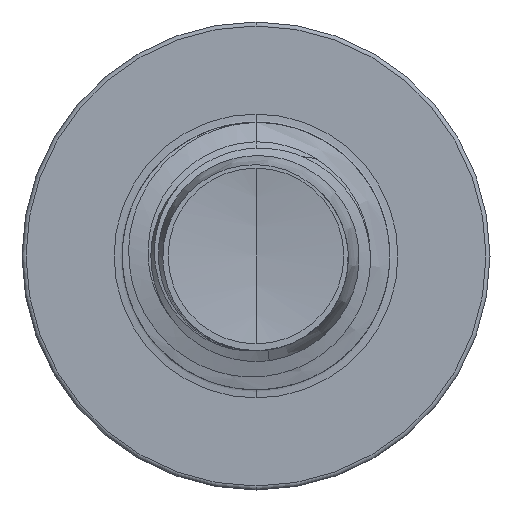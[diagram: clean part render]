
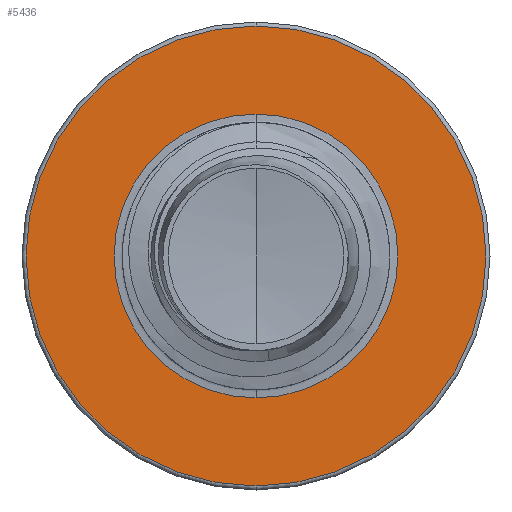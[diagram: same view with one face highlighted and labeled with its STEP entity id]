
A CAD part, front view. The second image highlights one B-rep face of the part: STEP entity #5436.
In plain terms, the highlighted planar face has unit normal (0, -1, 0).
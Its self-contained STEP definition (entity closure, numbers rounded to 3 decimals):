
#112 = DIRECTION ( 'NONE',  ( 0., 1., 0. ) ) ;
#1916 = CARTESIAN_POINT ( 'NONE',  ( 0., 30., -5.16 ) ) ;
#2067 = CARTESIAN_POINT ( 'NONE',  ( 0., 30., -3.186 ) ) ;
#4245 = CARTESIAN_POINT ( 'NONE',  ( 0., 30., 0. ) ) ;
#4440 = EDGE_CURVE ( 'NONE', #29645, #33622, #30124, .T. ) ;
#5289 = DIRECTION ( 'NONE',  ( 0., 1., 0. ) ) ;
#5436 = ADVANCED_FACE ( 'NONE', ( #27269, #34336 ), #32526, .F. ) ;
#5502 = VERTEX_POINT ( 'NONE', #29894 ) ;
#6792 = VERTEX_POINT ( 'NONE', #17980 ) ;
#7374 = DIRECTION ( 'NONE',  ( 0., 0., 1. ) ) ;
#7717 = CIRCLE ( 'NONE', #39317, 3.186 ) ;
#7933 = EDGE_LOOP ( 'NONE', ( #35349, #19231 ) ) ;
#12957 = CARTESIAN_POINT ( 'NONE',  ( 0., 30., 0. ) ) ;
#16012 = DIRECTION ( 'NONE',  ( 0., 0., 1. ) ) ;
#16506 = AXIS2_PLACEMENT_3D ( 'NONE', #2067, #35544, #17480 ) ;
#16901 = EDGE_CURVE ( 'NONE', #5502, #6792, #37092, .T. ) ;
#17480 = DIRECTION ( 'NONE',  ( 0., 0., 1. ) ) ;
#17980 = CARTESIAN_POINT ( 'NONE',  ( 0., 30., 3.186 ) ) ;
#18570 = CARTESIAN_POINT ( 'NONE',  ( 0., 30., 0. ) ) ;
#19231 = ORIENTED_EDGE ( 'NONE', *, *, #24261, .F. ) ;
#21603 = DIRECTION ( 'NONE',  ( 0., 0., 1. ) ) ;
#23316 = AXIS2_PLACEMENT_3D ( 'NONE', #18570, #112, #21603 ) ;
#23485 = CARTESIAN_POINT ( 'NONE',  ( 0., 30., 0. ) ) ;
#23900 = AXIS2_PLACEMENT_3D ( 'NONE', #23485, #5289, #26509 ) ;
#24261 = EDGE_CURVE ( 'NONE', #33622, #29645, #33290, .T. ) ;
#25512 = DIRECTION ( 'NONE',  ( 0., 1., 0. ) ) ;
#26509 = DIRECTION ( 'NONE',  ( 0., 0., 1. ) ) ;
#27026 = EDGE_CURVE ( 'NONE', #6792, #5502, #7717, .T. ) ;
#27269 = FACE_OUTER_BOUND ( 'NONE', #7933, .T. ) ;
#29645 = VERTEX_POINT ( 'NONE', #38903 ) ;
#29835 = EDGE_LOOP ( 'NONE', ( #36672, #35808 ) ) ;
#29894 = CARTESIAN_POINT ( 'NONE',  ( 0., 30., -3.186 ) ) ;
#30124 = CIRCLE ( 'NONE', #23316, 5.16 ) ;
#32526 = PLANE ( 'NONE',  #16506 ) ;
#33290 = CIRCLE ( 'NONE', #23900, 5.16 ) ;
#33622 = VERTEX_POINT ( 'NONE', #1916 ) ;
#34059 = DIRECTION ( 'NONE',  ( 0., 1., 0. ) ) ;
#34336 = FACE_BOUND ( 'NONE', #29835, .T. ) ;
#35349 = ORIENTED_EDGE ( 'NONE', *, *, #4440, .F. ) ;
#35544 = DIRECTION ( 'NONE',  ( 0., 1., 0. ) ) ;
#35808 = ORIENTED_EDGE ( 'NONE', *, *, #16901, .T. ) ;
#36672 = ORIENTED_EDGE ( 'NONE', *, *, #27026, .T. ) ;
#37092 = CIRCLE ( 'NONE', #39036, 3.186 ) ;
#38903 = CARTESIAN_POINT ( 'NONE',  ( 0., 30., 5.16 ) ) ;
#39036 = AXIS2_PLACEMENT_3D ( 'NONE', #12957, #34059, #16012 ) ;
#39317 = AXIS2_PLACEMENT_3D ( 'NONE', #4245, #25512, #7374 ) ;
